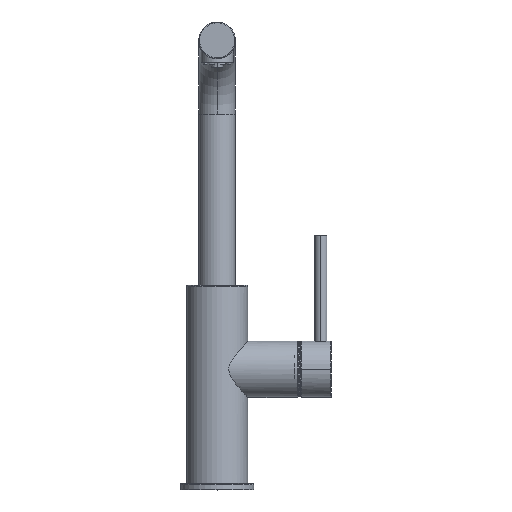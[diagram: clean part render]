
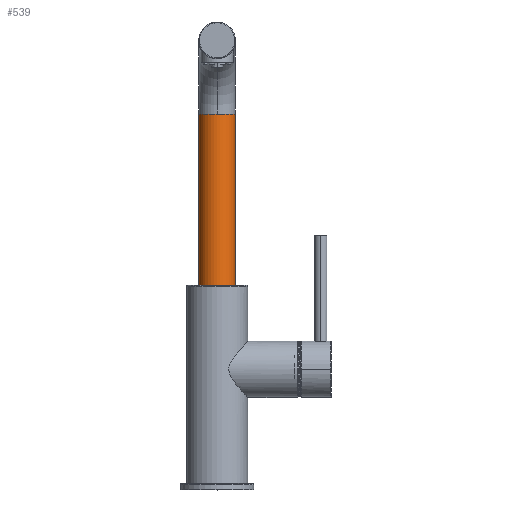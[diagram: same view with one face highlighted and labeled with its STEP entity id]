
A CAD part, top view. The second image highlights one B-rep face of the part: STEP entity #539.
In plain terms, the highlighted cylindrical face has radius 12 mm (diameter 24 mm), a full revolution.
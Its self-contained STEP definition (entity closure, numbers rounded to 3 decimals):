
#539=ADVANCED_FACE('',(#1408,#1409),#1410,.T.);
#1408=FACE_BOUND('',#3104,.T.);
#1409=FACE_BOUND('',#3105,.T.);
#1410=CYLINDRICAL_SURFACE('',#3106,12.0);
#3104=EDGE_LOOP('',(#6712,#6713));
#3105=EDGE_LOOP('',(#6714));
#3106=AXIS2_PLACEMENT_3D('',#6715,#6716,#6717);
#6712=ORIENTED_EDGE('',*,*,#12299,.T.);
#6713=ORIENTED_EDGE('',*,*,#12301,.T.);
#6714=ORIENTED_EDGE('',*,*,#12302,.T.);
#6715=CARTESIAN_POINT('',(0.,246.0,0.0));
#6716=DIRECTION('',(0.0,1.0,0.0));
#6717=DIRECTION('',(0.0,0.0,1.0));
#12299=EDGE_CURVE('',#14955,#14953,#14956,.T.);
#12301=EDGE_CURVE('',#14953,#14955,#14958,.T.);
#12302=EDGE_CURVE('',#14959,#14959,#14960,.T.);
#14953=VERTEX_POINT('',#19057);
#14955=VERTEX_POINT('',#19059);
#14956=CIRCLE('',#19060,12.0);
#14958=CIRCLE('',#19062,12.0);
#14959=VERTEX_POINT('',#19063);
#14960=CIRCLE('',#19064,12.0);
#19057=CARTESIAN_POINT('',(0.,246.0,-12.0));
#19059=CARTESIAN_POINT('',(0.,246.0,12.0));
#19060=AXIS2_PLACEMENT_3D('',#28187,#28188,#28189);
#19062=AXIS2_PLACEMENT_3D('',#28193,#28194,#28195);
#19063=CARTESIAN_POINT('',(-12.0,133.0,0.0));
#19064=AXIS2_PLACEMENT_3D('',#28196,#28197,#28198);
#28187=CARTESIAN_POINT('',(0.,246.0,0.0));
#28188=DIRECTION('',(0.0,-1.0,0.0));
#28189=DIRECTION('',(0.0,0.0,1.0));
#28193=CARTESIAN_POINT('',(0.,246.0,0.0));
#28194=DIRECTION('',(0.0,-1.0,0.0));
#28195=DIRECTION('',(0.0,0.0,-1.0));
#28196=CARTESIAN_POINT('',(0.,133.0,0.0));
#28197=DIRECTION('',(-0.0,1.0,0.0));
#28198=DIRECTION('',(1.0,0.0,0.0));
